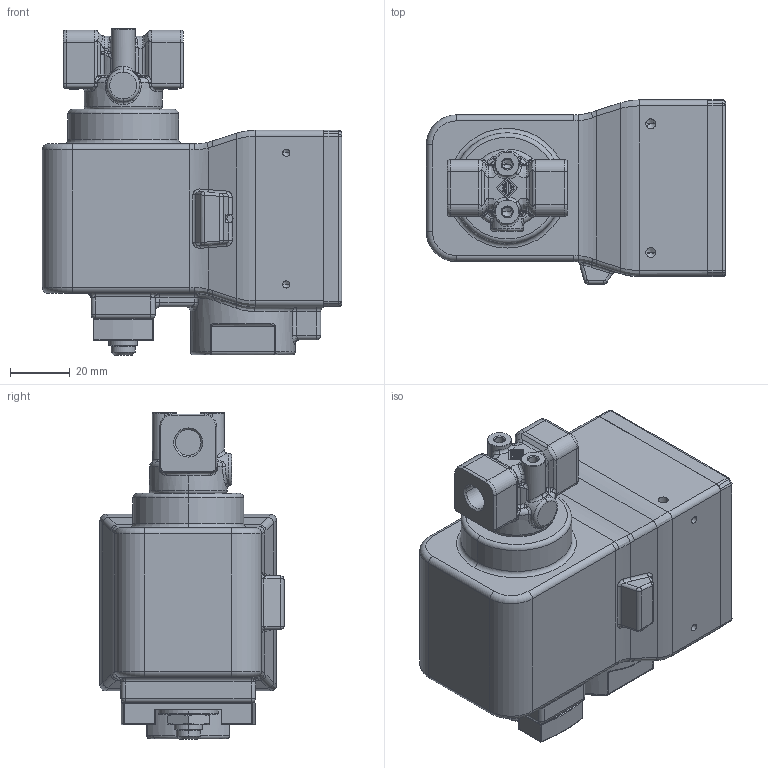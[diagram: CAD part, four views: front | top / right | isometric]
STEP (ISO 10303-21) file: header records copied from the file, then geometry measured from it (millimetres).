
FILE_DESCRIPTION((''),'2;1');
FILE_NAME('21A3KJV15_BDA_INGOMBRO_ASM','2009-07-06T',('romeri'),('O.D.E.'),'PRO/ENGINEER BY PARAMETRIC TECHNOLOGY CORPORATION, 2005450','PRO/ENGINEER BY PARAMETRIC TECHNOLOGY CORPORATION, 2005450','');
FILE_SCHEMA(('CONFIG_CONTROL_DESIGN'));
Length unit declared in the file: millimetre
Products named in the file (7): 4500A3_INGOMBRO; 451884_INGOMBRO; 451579_INGOMBRO; 450145; 450146; VITE_T_CIL_ESAG-INC_M4X10; 21A3KJV15_BDA_INGOMBRO_ASM
Assembly tree (9 placements, depth 2):
  21A3KJV15_BDA_INGOMBRO_ASM
    4500A3_INGOMBRO
    451884_INGOMBRO
    451579_INGOMBRO
    450145
    450146
    VITE_T_CIL_ESAG-INC_M4X10  x4
Bounding box: 100 x 61.5 x 109.2 mm (x, y, z)
Volume: 299846.7 mm3; surface area: 71482.4 mm2
Topology: 17 solids, 18 shells, 1075 faces, 2410 edges, 1398 vertices
Faces by surface type: cylinder 346, plane 329, cone 129, bspline 121, torus 92, sphere 58
Entity records: 42358 total; most frequent: CARTESIAN_POINT 11173, DIRECTION 4511, ORIENTED_EDGE 4476, EDGE_CURVE 2238, PRESENTATION_STYLE_ASSIGNMENT 1880, AXIS2_PLACEMENT_3D 1742, STYLED_ITEM 1548, VERTEX_POINT 1314
